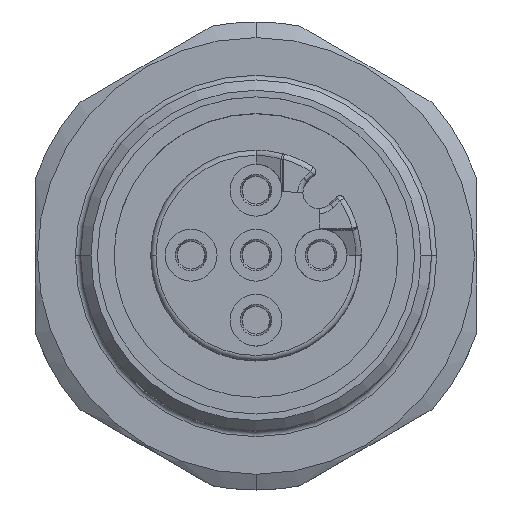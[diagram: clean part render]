
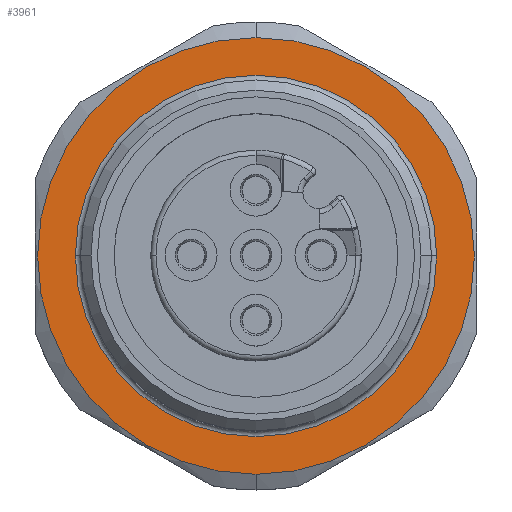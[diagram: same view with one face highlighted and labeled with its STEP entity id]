
A CAD part, top view. The second image highlights one B-rep face of the part: STEP entity #3961.
In plain terms, the highlighted planar face has unit normal (0, 0, 1).
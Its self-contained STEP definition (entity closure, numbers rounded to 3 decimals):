
#35 = PLANE ( 'NONE',  #2591 ) ;
#206 = DIRECTION ( 'NONE',  ( 0., 0., 1. ) ) ;
#255 = DIRECTION ( 'NONE',  ( 0., 0., 1. ) ) ;
#285 = EDGE_LOOP ( 'NONE', ( #4193, #1053 ) ) ;
#543 = EDGE_CURVE ( 'NONE', #4408, #1882, #2293, .T. ) ;
#781 = AXIS2_PLACEMENT_3D ( 'NONE', #3121, #255, #3598 ) ;
#782 = DIRECTION ( 'NONE',  ( 0., 0., 1. ) ) ;
#1053 = ORIENTED_EDGE ( 'NONE', *, *, #5166, .F. ) ;
#1337 = VERTEX_POINT ( 'NONE', #2349 ) ;
#1497 = DIRECTION ( 'NONE',  ( 0., 0., 1. ) ) ;
#1506 = AXIS2_PLACEMENT_3D ( 'NONE', #3641, #782, #4111 ) ;
#1882 = VERTEX_POINT ( 'NONE', #2776 ) ;
#1909 = CARTESIAN_POINT ( 'NONE',  ( -6.95, 0., 0. ) ) ;
#2248 = CIRCLE ( 'NONE', #5254, 8.4 ) ;
#2293 = CIRCLE ( 'NONE', #5382, 6.95 ) ;
#2349 = CARTESIAN_POINT ( 'NONE',  ( 0., -8.4, 0. ) ) ;
#2468 = CARTESIAN_POINT ( 'NONE',  ( 0., 0., 0. ) ) ;
#2591 = AXIS2_PLACEMENT_3D ( 'NONE', #4289, #1497, #4806 ) ;
#2776 = CARTESIAN_POINT ( 'NONE',  ( 6.95, 0., 0. ) ) ;
#2812 = ORIENTED_EDGE ( 'NONE', *, *, #5864, .T. ) ;
#2953 = DIRECTION ( 'NONE',  ( 0., -1., 0. ) ) ;
#3080 = CARTESIAN_POINT ( 'NONE',  ( 0., 0., 0. ) ) ;
#3121 = CARTESIAN_POINT ( 'NONE',  ( 0., 0., 0. ) ) ;
#3277 = ORIENTED_EDGE ( 'NONE', *, *, #4180, .T. ) ;
#3557 = DIRECTION ( 'NONE',  ( -1., 0., 0. ) ) ;
#3598 = DIRECTION ( 'NONE',  ( -1., 0., 0. ) ) ;
#3641 = CARTESIAN_POINT ( 'NONE',  ( 0., 0., 0. ) ) ;
#3893 = CARTESIAN_POINT ( 'NONE',  ( 0., 8.4, 0. ) ) ;
#3961 = ADVANCED_FACE ( 'NONE', ( #5298, #5585 ), #35, .T. ) ;
#3964 = CIRCLE ( 'NONE', #1506, 8.4 ) ;
#4111 = DIRECTION ( 'NONE',  ( 0., -1., 0. ) ) ;
#4180 = EDGE_CURVE ( 'NONE', #1337, #6172, #3964, .T. ) ;
#4193 = ORIENTED_EDGE ( 'NONE', *, *, #543, .F. ) ;
#4220 = EDGE_LOOP ( 'NONE', ( #3277, #2812 ) ) ;
#4289 = CARTESIAN_POINT ( 'NONE',  ( 0., 0., 0. ) ) ;
#4408 = VERTEX_POINT ( 'NONE', #1909 ) ;
#4806 = DIRECTION ( 'NONE',  ( 1., 0., 0. ) ) ;
#5166 = EDGE_CURVE ( 'NONE', #1882, #4408, #5555, .T. ) ;
#5254 = AXIS2_PLACEMENT_3D ( 'NONE', #2468, #5761, #2953 ) ;
#5298 = FACE_OUTER_BOUND ( 'NONE', #4220, .T. ) ;
#5382 = AXIS2_PLACEMENT_3D ( 'NONE', #3080, #206, #3557 ) ;
#5555 = CIRCLE ( 'NONE', #781, 6.95 ) ;
#5585 = FACE_BOUND ( 'NONE', #285, .T. ) ;
#5761 = DIRECTION ( 'NONE',  ( 0., 0., 1. ) ) ;
#5864 = EDGE_CURVE ( 'NONE', #6172, #1337, #2248, .T. ) ;
#6172 = VERTEX_POINT ( 'NONE', #3893 ) ;
